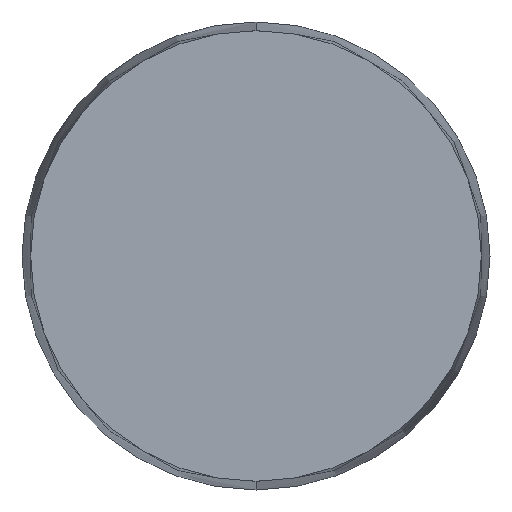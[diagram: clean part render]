
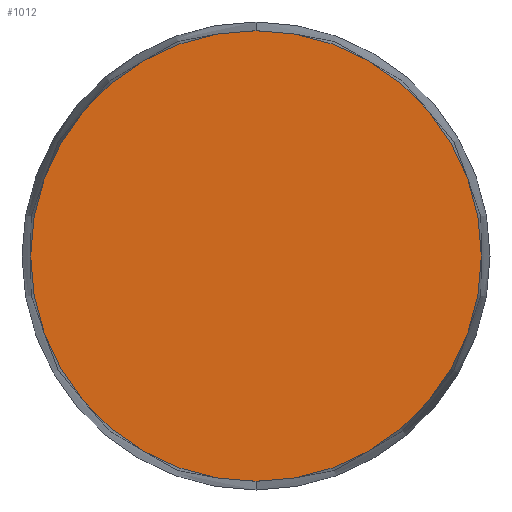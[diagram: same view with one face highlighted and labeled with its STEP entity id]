
A CAD part, front view. The second image highlights one B-rep face of the part: STEP entity #1012.
In plain terms, the highlighted planar face has unit normal (0, -1, 0).
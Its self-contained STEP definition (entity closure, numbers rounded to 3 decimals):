
#409 = FACE_OUTER_BOUND ( 'NONE', #554, .T. ) ;
#554 = EDGE_LOOP ( 'NONE', ( #962, #7676 ) ) ;
#770 = DIRECTION ( 'NONE',  ( 0., 0., -1. ) ) ;
#962 = ORIENTED_EDGE ( 'NONE', *, *, #4711, .T. ) ;
#1012 = ADVANCED_FACE ( 'Defeature completata1_2', ( #409 ), #8598, .F. ) ;
#1055 = AXIS2_PLACEMENT_3D ( 'NONE', #6254, #1738, #5661 ) ;
#1738 = DIRECTION ( 'NONE',  ( 0., 1., 0. ) ) ;
#2326 = CARTESIAN_POINT ( 'NONE',  ( 0., -146., -130. ) ) ;
#2409 = AXIS2_PLACEMENT_3D ( 'NONE', #5173, #3828, #770 ) ;
#2508 = DIRECTION ( 'NONE',  ( 0., 0., -1. ) ) ;
#3028 = AXIS2_PLACEMENT_3D ( 'NONE', #5683, #5629, #2508 ) ;
#3828 = DIRECTION ( 'NONE',  ( 0., -1., 0. ) ) ;
#4711 = EDGE_CURVE ( 'Defeature completata1_2+Defeature completata1_1+Defeature completata1_1+Defeature completata1_1', #8762, #6213, #8594, .T. ) ;
#5173 = CARTESIAN_POINT ( 'NONE',  ( 0., -146., 0. ) ) ;
#5350 = CARTESIAN_POINT ( 'NONE',  ( 0., -146., 130. ) ) ;
#5530 = EDGE_CURVE ( 'Defeature completata1_2+Defeature completata1_1+Defeature completata1_1+Defeature completata1_1', #6213, #8762, #6036, .T. ) ;
#5629 = DIRECTION ( 'NONE',  ( 0., -1., 0. ) ) ;
#5661 = DIRECTION ( 'NONE',  ( 0., 0., 1. ) ) ;
#5683 = CARTESIAN_POINT ( 'NONE',  ( 0., -146., 0. ) ) ;
#6036 = CIRCLE ( 'NONE', #3028, 130. ) ;
#6213 = VERTEX_POINT ( 'NONE', #2326 ) ;
#6254 = CARTESIAN_POINT ( 'NONE',  ( -130., -146., 0. ) ) ;
#7676 = ORIENTED_EDGE ( 'NONE', *, *, #5530, .T. ) ;
#8594 = CIRCLE ( 'NONE', #2409, 130. ) ;
#8598 = PLANE ( 'NONE',  #1055 ) ;
#8762 = VERTEX_POINT ( 'NONE', #5350 ) ;
